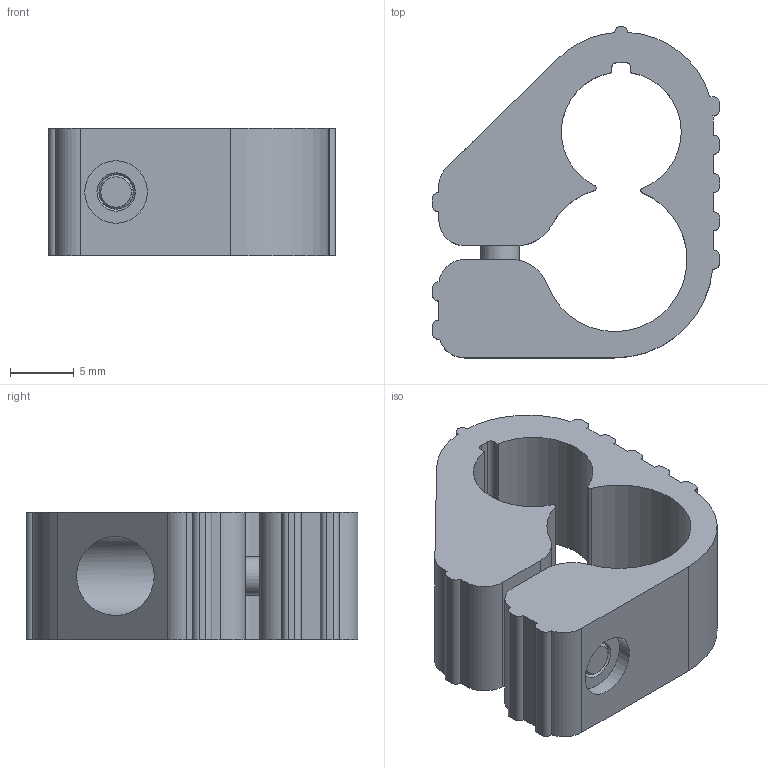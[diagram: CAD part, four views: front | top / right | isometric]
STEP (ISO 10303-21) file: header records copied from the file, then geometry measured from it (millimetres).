
FILE_DESCRIPTION(/* description */ ('STEP AP214'),/* implementation_level */ '2;1');
FILE_NAME(/* name */ '19273_SMBR-10',/* time_stamp */ '2024-09-10T11:53:16+02:00',/* author */ ('License CC BY-ND 4.0'),/* organization */ ('CADENAS'),/* preprocessor_version */ 'ST-DEVELOPER v19.3',/* originating_system */ 'PARTsolutions',/* authorisation */ ' ');
FILE_SCHEMA (('AUTOMOTIVE_DESIGN {1 0 10303 214 3 1 1}'));
Length unit declared in the file: millimetre
Products named in the file (1): 19273 SMBR-10
Bounding box: 22.5 x 26 x 10 mm (x, y, z)
Volume: 2666.2 mm3; surface area: 2428.4 mm2
Topology: 1 solids, 1 shells, 80 faces, 222 edges, 148 vertices
Faces by surface type: cylinder 40, plane 36, cone 4
Full cylindrical faces by diameter (mm): 3 x1, 3.1 x2, 4.9 x1, 6.2 x1
Entity records: 2546 total; most frequent: DIRECTION 453, CARTESIAN_POINT 451, ORIENTED_EDGE 416, EDGE_CURVE 208, AXIS2_PLACEMENT_3D 170, VERTEX_POINT 143, LINE 113, VECTOR 113
